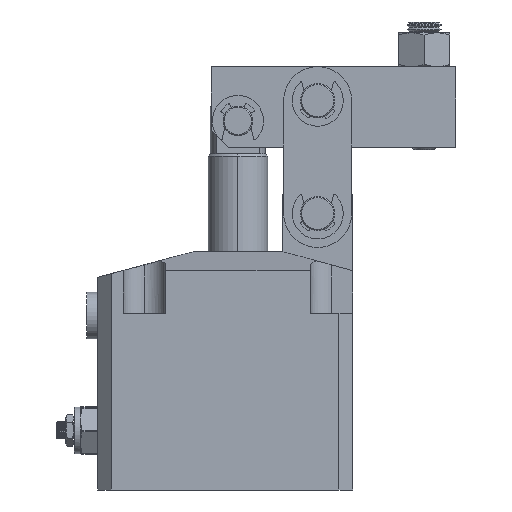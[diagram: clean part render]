
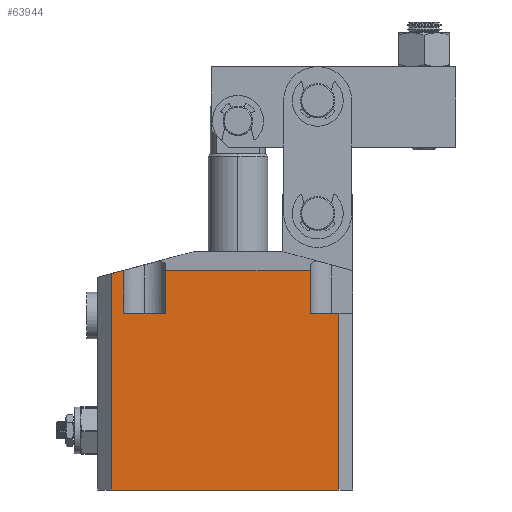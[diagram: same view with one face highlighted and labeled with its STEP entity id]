
A CAD part, front view. The second image highlights one B-rep face of the part: STEP entity #63944.
In plain terms, the highlighted face is planar.
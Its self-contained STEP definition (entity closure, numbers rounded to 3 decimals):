
#2389 = FACE_OUTER_BOUND ( 'NONE', #68103, .T. ) ;
#2970 = DIRECTION ( 'NONE',  ( 0., 0., -1. ) ) ;
#3195 = ORIENTED_EDGE ( 'NONE', *, *, #17142, .T. ) ;
#4105 = CARTESIAN_POINT ( 'NONE',  ( -53.5, -29., -54. ) ) ;
#6493 = VERTEX_POINT ( 'NONE', #17101 ) ;
#6786 = ORIENTED_EDGE ( 'NONE', *, *, #23854, .F. ) ;
#7042 = CARTESIAN_POINT ( 'NONE',  ( -40., -112., -54. ) ) ;
#7283 = DIRECTION ( 'NONE',  ( 0., 1., 0. ) ) ;
#7757 = VERTEX_POINT ( 'NONE', #47685 ) ;
#8351 = CARTESIAN_POINT ( 'NONE',  ( -53.5, -112., -54. ) ) ;
#9479 = EDGE_CURVE ( 'NONE', #71053, #39613, #47308, .T. ) ;
#17038 = CARTESIAN_POINT ( 'NONE',  ( 28., -8.842, -54. ) ) ;
#17101 = CARTESIAN_POINT ( 'NONE',  ( 53.5, -10.316, -54. ) ) ;
#17142 = EDGE_CURVE ( 'NONE', #57704, #63728, #17332, .T. ) ;
#17332 = LINE ( 'NONE', #7042, #17446 ) ;
#17446 = VECTOR ( 'NONE', #7283, 1000. ) ;
#18191 = ORIENTED_EDGE ( 'NONE', *, *, #57795, .T. ) ;
#18581 = ORIENTED_EDGE ( 'NONE', *, *, #45575, .T. ) ;
#19444 = DIRECTION ( 'NONE',  ( 0., 1., 0. ) ) ;
#20676 = CARTESIAN_POINT ( 'NONE',  ( -53.5, -112., -54. ) ) ;
#21861 = VECTOR ( 'NONE', #32171, 1000. ) ;
#21991 = LINE ( 'NONE', #26615, #21861 ) ;
#22607 = ORIENTED_EDGE ( 'NONE', *, *, #57339, .F. ) ;
#23854 = EDGE_CURVE ( 'NONE', #46826, #60962, #62804, .T. ) ;
#25035 = CARTESIAN_POINT ( 'NONE',  ( 53.5, -112., -54. ) ) ;
#26615 = CARTESIAN_POINT ( 'NONE',  ( 0., -112., -54. ) ) ;
#26928 = AXIS2_PLACEMENT_3D ( 'NONE', #8351, #2970, #41823 ) ;
#27229 = CARTESIAN_POINT ( 'NONE',  ( 48., -112., -54. ) ) ;
#27333 = CARTESIAN_POINT ( 'NONE',  ( 28., -29., -54. ) ) ;
#28440 = EDGE_CURVE ( 'NONE', #32313, #6493, #46995, .T. ) ;
#28577 = ORIENTED_EDGE ( 'NONE', *, *, #57848, .T. ) ;
#32171 = DIRECTION ( 'NONE',  ( 1., 0., 0. ) ) ;
#32313 = VERTEX_POINT ( 'NONE', #60681 ) ;
#34047 = ORIENTED_EDGE ( 'NONE', *, *, #67220, .T. ) ;
#36203 = PLANE ( 'NONE',  #26928 ) ;
#36498 = CARTESIAN_POINT ( 'NONE',  ( -53.5, -8.842, -54. ) ) ;
#37011 = CARTESIAN_POINT ( 'NONE',  ( -53.5, -29., -54. ) ) ;
#37724 = DIRECTION ( 'NONE',  ( 1., 0., 0. ) ) ;
#39613 = VERTEX_POINT ( 'NONE', #43479 ) ;
#40071 = VECTOR ( 'NONE', #60387, 1000. ) ;
#40982 = LINE ( 'NONE', #27229, #40071 ) ;
#41823 = DIRECTION ( 'NONE',  ( -1., 0., 0. ) ) ;
#41946 = CARTESIAN_POINT ( 'NONE',  ( -53.5, -29., -54. ) ) ;
#42237 = CARTESIAN_POINT ( 'NONE',  ( -40., -29., -54. ) ) ;
#42951 = DIRECTION ( 'NONE',  ( 1., 0., 0. ) ) ;
#43479 = CARTESIAN_POINT ( 'NONE',  ( 48., -29., -54. ) ) ;
#45575 = EDGE_CURVE ( 'NONE', #39613, #32313, #40982, .T. ) ;
#46468 = CARTESIAN_POINT ( 'NONE',  ( -40., -8.842, -54. ) ) ;
#46596 = VECTOR ( 'NONE', #69349, 1000. ) ;
#46620 = VECTOR ( 'NONE', #54404, 1000. ) ;
#46826 = VERTEX_POINT ( 'NONE', #41946 ) ;
#46844 = VECTOR ( 'NONE', #37724, 1000. ) ;
#46995 = LINE ( 'NONE', #54699, #46620 ) ;
#47308 = LINE ( 'NONE', #37011, #46844 ) ;
#47584 = ORIENTED_EDGE ( 'NONE', *, *, #49929, .F. ) ;
#47685 = CARTESIAN_POINT ( 'NONE',  ( 53.5, -112., -54. ) ) ;
#48479 = LINE ( 'NONE', #36498, #46596 ) ;
#49929 = EDGE_CURVE ( 'NONE', #60962, #7757, #21991, .T. ) ;
#50149 = ORIENTED_EDGE ( 'NONE', *, *, #28440, .T. ) ;
#50921 = VECTOR ( 'NONE', #42951, 1000. ) ;
#51065 = LINE ( 'NONE', #4105, #50921 ) ;
#51277 = VECTOR ( 'NONE', #53665, 1000. ) ;
#52895 = LINE ( 'NONE', #69961, #51277 ) ;
#53665 = DIRECTION ( 'NONE',  ( 0., -1., 0. ) ) ;
#54404 = DIRECTION ( 'NONE',  ( 0.966, -0.259, 0. ) ) ;
#54699 = CARTESIAN_POINT ( 'NONE',  ( 48., -8.842, -54. ) ) ;
#55334 = VECTOR ( 'NONE', #19444, 1000. ) ;
#56249 = LINE ( 'NONE', #25035, #55334 ) ;
#57339 = EDGE_CURVE ( 'NONE', #7757, #6493, #56249, .T. ) ;
#57704 = VERTEX_POINT ( 'NONE', #42237 ) ;
#57795 = EDGE_CURVE ( 'NONE', #60554, #71053, #52895, .T. ) ;
#57848 = EDGE_CURVE ( 'NONE', #46826, #57704, #51065, .T. ) ;
#60387 = DIRECTION ( 'NONE',  ( 0., 1., 0. ) ) ;
#60554 = VERTEX_POINT ( 'NONE', #17038 ) ;
#60681 = CARTESIAN_POINT ( 'NONE',  ( 48., -8.842, -54. ) ) ;
#60962 = VERTEX_POINT ( 'NONE', #20676 ) ;
#62804 = LINE ( 'NONE', #63992, #63032 ) ;
#62854 = DIRECTION ( 'NONE',  ( 0., -1., 0. ) ) ;
#63032 = VECTOR ( 'NONE', #62854, 1000. ) ;
#63728 = VERTEX_POINT ( 'NONE', #46468 ) ;
#63944 = ADVANCED_FACE ( 'NONE', ( #2389 ), #36203, .T. ) ;
#63992 = CARTESIAN_POINT ( 'NONE',  ( -53.5, -112., -54. ) ) ;
#64969 = ORIENTED_EDGE ( 'NONE', *, *, #9479, .T. ) ;
#67220 = EDGE_CURVE ( 'NONE', #63728, #60554, #48479, .T. ) ;
#68103 = EDGE_LOOP ( 'NONE', ( #18191, #64969, #18581, #50149, #22607, #47584, #6786, #28577, #3195, #34047 ) ) ;
#69349 = DIRECTION ( 'NONE',  ( 1., 0., 0. ) ) ;
#69961 = CARTESIAN_POINT ( 'NONE',  ( 28., -112., -54. ) ) ;
#71053 = VERTEX_POINT ( 'NONE', #27333 ) ;
